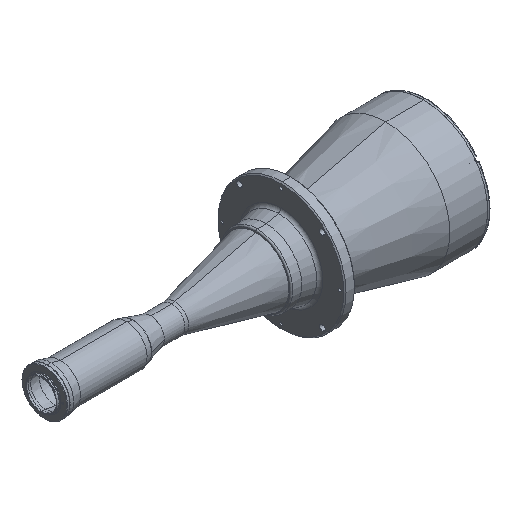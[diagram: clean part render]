
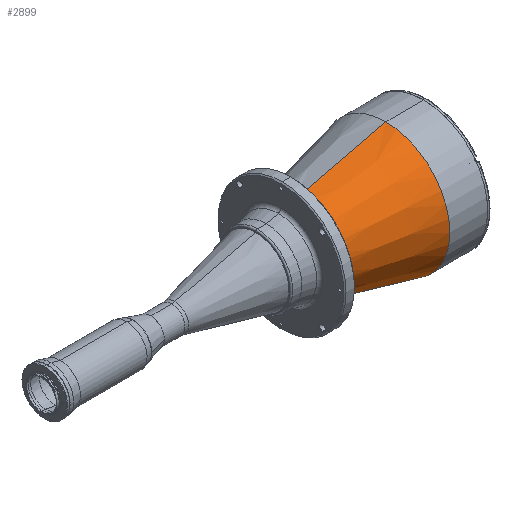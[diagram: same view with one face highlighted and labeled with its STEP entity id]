
A CAD part, isometric view. The second image highlights one B-rep face of the part: STEP entity #2899.
In plain terms, the highlighted conical face has half-angle 13.358 degrees and reference radius 50 mm.
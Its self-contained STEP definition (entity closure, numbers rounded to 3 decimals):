
#27 = VECTOR ( 'NONE', #3822, 1000. ) ;
#48 = AXIS2_PLACEMENT_3D ( 'NONE', #3817, #3816, #3815 ) ;
#229 = CIRCLE ( 'NONE', #236, 90. ) ;
#236 = AXIS2_PLACEMENT_3D ( 'NONE', #5096, #5093, #5087 ) ;
#422 = VECTOR ( 'NONE', #3835, 1000. ) ;
#469 = CIRCLE ( 'NONE', #48, 59.954 ) ;
#716 = CONICAL_SURFACE ( 'NONE', #723, 50., 0.233 ) ;
#723 = AXIS2_PLACEMENT_3D ( 'NONE', #5323, #5322, #5320 ) ;
#990 = FACE_OUTER_BOUND ( 'NONE', #7798, .T. ) ;
#2289 = LINE ( 'NONE', #3837, #422 ) ;
#2302 = LINE ( 'NONE', #3824, #27 ) ;
#2729 = EDGE_CURVE ( 'NONE', #5803, #5802, #2289, .T. ) ;
#2731 = EDGE_CURVE ( 'NONE', #5804, #5801, #2302, .T. ) ;
#2733 = EDGE_CURVE ( 'NONE', #5804, #5803, #469, .T. ) ;
#2809 = EDGE_CURVE ( 'NONE', #5801, #5802, #229, .T. ) ;
#2899 = ADVANCED_FACE ( 'NONE', ( #990 ), #716, .T. ) ;
#3815 = DIRECTION ( 'NONE',  ( 0., 0., 1. ) ) ;
#3816 = DIRECTION ( 'NONE',  ( -1., 0., 0. ) ) ;
#3817 = CARTESIAN_POINT ( 'NONE',  ( 256.08, 0., 0. ) ) ;
#3822 = DIRECTION ( 'NONE',  ( 0.973, 0., -0.231 ) ) ;
#3824 = CARTESIAN_POINT ( 'NONE',  ( 214.161, 0., -50. ) ) ;
#3835 = DIRECTION ( 'NONE',  ( 0.973, 0., 0.231 ) ) ;
#3837 = CARTESIAN_POINT ( 'NONE',  ( 214.161, 0., 50. ) ) ;
#4640 = CARTESIAN_POINT ( 'NONE',  ( 256.08, 0., -59.954 ) ) ;
#4641 = CARTESIAN_POINT ( 'NONE',  ( 256.08, 0., 59.954 ) ) ;
#4642 = CARTESIAN_POINT ( 'NONE',  ( 382.606, 0., 90. ) ) ;
#4643 = CARTESIAN_POINT ( 'NONE',  ( 382.606, 0., -90. ) ) ;
#5087 = DIRECTION ( 'NONE',  ( 0., 0., 1. ) ) ;
#5093 = DIRECTION ( 'NONE',  ( -1., 0., 0. ) ) ;
#5096 = CARTESIAN_POINT ( 'NONE',  ( 382.606, 0., 0. ) ) ;
#5320 = DIRECTION ( 'NONE',  ( 0., 0., -1. ) ) ;
#5322 = DIRECTION ( 'NONE',  ( 1., 0., 0. ) ) ;
#5323 = CARTESIAN_POINT ( 'NONE',  ( 214.161, 0., 0. ) ) ;
#5801 = VERTEX_POINT ( 'NONE', #4643 ) ;
#5802 = VERTEX_POINT ( 'NONE', #4642 ) ;
#5803 = VERTEX_POINT ( 'NONE', #4641 ) ;
#5804 = VERTEX_POINT ( 'NONE', #4640 ) ;
#6390 = ORIENTED_EDGE ( 'NONE', *, *, #2809, .T. ) ;
#6391 = ORIENTED_EDGE ( 'NONE', *, *, #2729, .F. ) ;
#6392 = ORIENTED_EDGE ( 'NONE', *, *, #2733, .F. ) ;
#6393 = ORIENTED_EDGE ( 'NONE', *, *, #2731, .T. ) ;
#7798 = EDGE_LOOP ( 'NONE', ( #6391, #6392, #6393, #6390 ) ) ;
